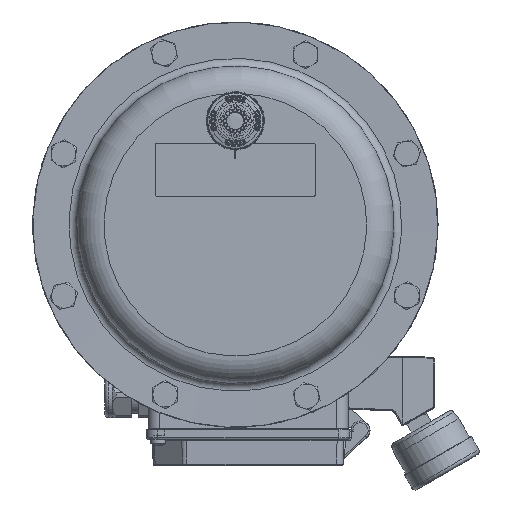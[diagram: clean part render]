
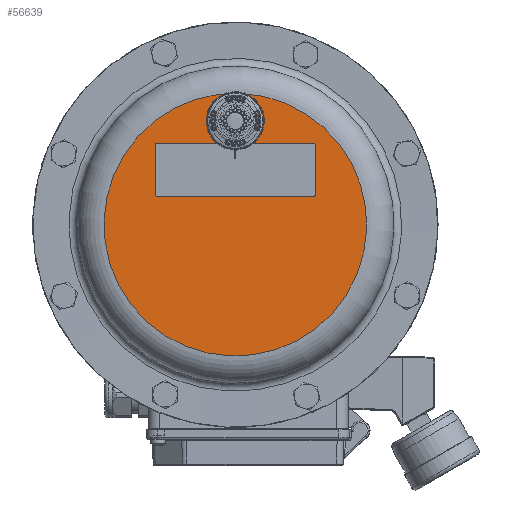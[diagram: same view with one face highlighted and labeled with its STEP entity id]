
A CAD part, top view. The second image highlights one B-rep face of the part: STEP entity #56639.
In plain terms, the highlighted planar face has unit normal (0, 0, 1).
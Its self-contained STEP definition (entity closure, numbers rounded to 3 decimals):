
#4626=FACE_BOUND('',#9086,.T.);
#4627=FACE_BOUND('',#9087,.T.);
#5733=FACE_OUTER_BOUND('',#9085,.T.);
#9085=EDGE_LOOP('',(#39491));
#9086=EDGE_LOOP('',(#39492,#39493,#39494,#39495,#39496,#39497,#39498,#39499));
#9087=EDGE_LOOP('',(#39500,#39501));
#12143=CIRCLE('',#59961,10.35);
#12215=CIRCLE('',#60061,69.65);
#12488=CIRCLE('',#60688,1.);
#12489=CIRCLE('',#60691,1.);
#12490=CIRCLE('',#60694,1.);
#12491=CIRCLE('',#60697,1.);
#12492=CIRCLE('',#60747,10.35);
#14908=LINE('',#96821,#18128);
#14912=LINE('',#96830,#18132);
#14915=LINE('',#96838,#18135);
#14918=LINE('',#96846,#18138);
#18128=VECTOR('',#68644,1000.);
#18132=VECTOR('',#68654,1000.);
#18135=VECTOR('',#68663,1000.);
#18138=VECTOR('',#68672,1000.);
#21756=VERTEX_POINT('',#92972);
#21757=VERTEX_POINT('',#92973);
#21845=VERTEX_POINT('',#93563);
#22403=VERTEX_POINT('',#96819);
#22404=VERTEX_POINT('',#96820);
#22405=VERTEX_POINT('',#96825);
#22406=VERTEX_POINT('',#96829);
#22407=VERTEX_POINT('',#96833);
#22408=VERTEX_POINT('',#96837);
#22409=VERTEX_POINT('',#96841);
#22410=VERTEX_POINT('',#96845);
#27522=EDGE_CURVE('',#21756,#21757,#12143,.T.);
#27642=EDGE_CURVE('',#21845,#21845,#12215,.T.);
#28535=EDGE_CURVE('',#22403,#22404,#14908,.T.);
#28538=EDGE_CURVE('',#22404,#22405,#12488,.T.);
#28540=EDGE_CURVE('',#22405,#22406,#14912,.T.);
#28542=EDGE_CURVE('',#22406,#22407,#12489,.T.);
#28544=EDGE_CURVE('',#22407,#22408,#14915,.T.);
#28546=EDGE_CURVE('',#22408,#22409,#12490,.T.);
#28548=EDGE_CURVE('',#22409,#22410,#14918,.T.);
#28550=EDGE_CURVE('',#22410,#22403,#12491,.T.);
#28623=EDGE_CURVE('',#21757,#21756,#12492,.T.);
#39491=ORIENTED_EDGE('',*,*,#27642,.F.);
#39492=ORIENTED_EDGE('',*,*,#28550,.F.);
#39493=ORIENTED_EDGE('',*,*,#28548,.F.);
#39494=ORIENTED_EDGE('',*,*,#28546,.F.);
#39495=ORIENTED_EDGE('',*,*,#28544,.F.);
#39496=ORIENTED_EDGE('',*,*,#28542,.F.);
#39497=ORIENTED_EDGE('',*,*,#28540,.F.);
#39498=ORIENTED_EDGE('',*,*,#28538,.F.);
#39499=ORIENTED_EDGE('',*,*,#28535,.F.);
#39500=ORIENTED_EDGE('',*,*,#28623,.T.);
#39501=ORIENTED_EDGE('',*,*,#27522,.T.);
#51586=PLANE('',#60746);
#56639=ADVANCED_FACE('',(#5733,#4626,#4627),#51586,.F.);
#59961=AXIS2_PLACEMENT_3D('',#92974,#66913,#66914);
#60061=AXIS2_PLACEMENT_3D('',#93565,#67140,#67141);
#60688=AXIS2_PLACEMENT_3D('',#96826,#68649,#68650);
#60691=AXIS2_PLACEMENT_3D('',#96834,#68658,#68659);
#60694=AXIS2_PLACEMENT_3D('',#96842,#68667,#68668);
#60697=AXIS2_PLACEMENT_3D('',#96849,#68676,#68677);
#60746=AXIS2_PLACEMENT_3D('',#96994,#68846,#68847);
#60747=AXIS2_PLACEMENT_3D('',#96995,#68848,#68849);
#66913=DIRECTION('center_axis',(0.,0.,
-1.));
#66914=DIRECTION('ref_axis',(-0.924,0.382,0.));
#67140=DIRECTION('center_axis',(0.,0.,
-1.));
#67141=DIRECTION('ref_axis',(-0.924,0.382,0.));
#68644=DIRECTION('',(-0.001,1.,0.));
#68649=DIRECTION('center_axis',(0.,0.,
1.));
#68650=DIRECTION('ref_axis',(0.001,-1.,0.));
#68654=DIRECTION('',(-1.,-0.001,0.));
#68658=DIRECTION('center_axis',(0.,0.,
1.));
#68659=DIRECTION('ref_axis',(0.001,-1.,0.));
#68663=DIRECTION('',(0.001,-1.,0.));
#68667=DIRECTION('center_axis',(0.,0.,
1.));
#68668=DIRECTION('ref_axis',(0.001,-1.,0.));
#68672=DIRECTION('',(1.,0.001,0.));
#68676=DIRECTION('center_axis',(0.,0.,
1.));
#68677=DIRECTION('ref_axis',(0.001,-1.,0.));
#68846=DIRECTION('center_axis',(0.,0.,
-1.));
#68847=DIRECTION('ref_axis',(-0.924,0.382,0.));
#68848=DIRECTION('center_axis',(0.,0.,
-1.));
#68849=DIRECTION('ref_axis',(-0.924,0.382,0.));
#92972=CARTESIAN_POINT('',(-0.048,65.35,300.));
#92973=CARTESIAN_POINT('',(-0.033,44.65,300.));
#92974=CARTESIAN_POINT('Origin',(-0.041,55.,300.));
#93563=CARTESIAN_POINT('',(64.368,-26.606,300.));
#93565=CARTESIAN_POINT('Origin',(0.,0.,
300.));
#96819=CARTESIAN_POINT('',(42.488,16.031,300.));
#96820=CARTESIAN_POINT('',(42.469,42.031,300.));
#96821=CARTESIAN_POINT('',(42.488,16.031,300.));
#96825=CARTESIAN_POINT('',(41.468,43.031,300.));
#96826=CARTESIAN_POINT('Origin',(41.469,42.031,300.));
#96829=CARTESIAN_POINT('',(-41.532,42.969,300.));
#96830=CARTESIAN_POINT('',(41.468,43.031,300.));
#96833=CARTESIAN_POINT('',(-42.531,41.969,300.));
#96834=CARTESIAN_POINT('Origin',(-41.531,41.969,300.));
#96837=CARTESIAN_POINT('',(-42.512,15.969,300.));
#96838=CARTESIAN_POINT('',(-42.512,15.969,300.));
#96841=CARTESIAN_POINT('',(-41.511,14.969,300.));
#96842=CARTESIAN_POINT('Origin',(-41.512,15.969,300.));
#96845=CARTESIAN_POINT('',(41.489,15.031,300.));
#96846=CARTESIAN_POINT('',(41.489,15.031,300.));
#96849=CARTESIAN_POINT('Origin',(41.488,16.031,300.));
#96994=CARTESIAN_POINT('Origin',(0.,0.,
300.));
#96995=CARTESIAN_POINT('Origin',(-0.041,55.,300.));
